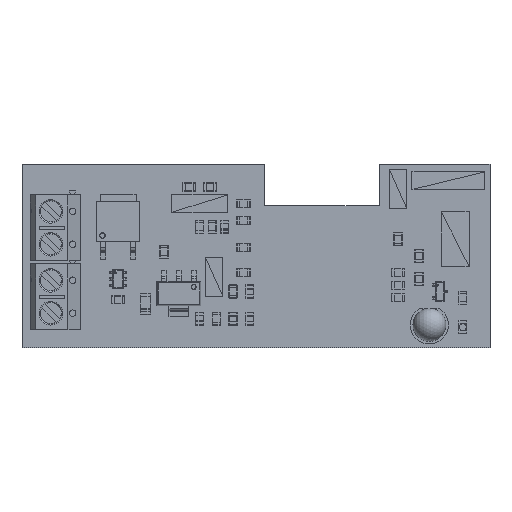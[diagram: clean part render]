
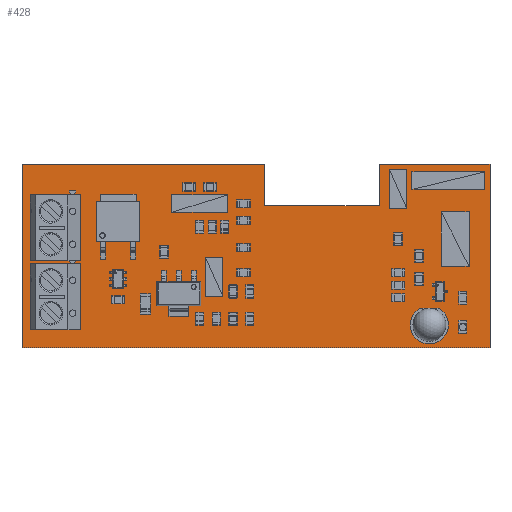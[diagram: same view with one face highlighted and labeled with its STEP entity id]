
A CAD part, top view. The second image highlights one B-rep face of the part: STEP entity #428.
In plain terms, the highlighted planar face has unit normal (0, 0, 1).
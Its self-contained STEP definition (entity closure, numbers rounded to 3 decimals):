
#185 = VERTEX_POINT('',#186);
#186 = CARTESIAN_POINT('',(0.,27.94,0.));
#203 = VERTEX_POINT('',#204);
#204 = CARTESIAN_POINT('',(36.83,27.94,0.));
#210 = EDGE_CURVE('',#185,#203,#211,.T.);
#211 = LINE('',#212,#213);
#212 = CARTESIAN_POINT('',(0.,27.94,0.));
#213 = VECTOR('',#214,1.);
#214 = DIRECTION('',(1.,0.,0.));
#234 = VERTEX_POINT('',#235);
#235 = CARTESIAN_POINT('',(36.83,21.59,0.));
#241 = EDGE_CURVE('',#203,#234,#242,.T.);
#242 = LINE('',#243,#244);
#243 = CARTESIAN_POINT('',(36.83,27.94,0.));
#244 = VECTOR('',#245,1.);
#245 = DIRECTION('',(0.,-1.,0.));
#265 = VERTEX_POINT('',#266);
#266 = CARTESIAN_POINT('',(54.293,21.59,0.));
#272 = EDGE_CURVE('',#234,#265,#273,.T.);
#273 = LINE('',#274,#275);
#274 = CARTESIAN_POINT('',(36.83,21.59,0.));
#275 = VECTOR('',#276,1.);
#276 = DIRECTION('',(1.,0.,0.));
#296 = VERTEX_POINT('',#297);
#297 = CARTESIAN_POINT('',(54.293,27.94,0.));
#303 = EDGE_CURVE('',#265,#296,#304,.T.);
#304 = LINE('',#305,#306);
#305 = CARTESIAN_POINT('',(54.293,21.59,0.));
#306 = VECTOR('',#307,1.);
#307 = DIRECTION('',(0.,1.,0.));
#327 = VERTEX_POINT('',#328);
#328 = CARTESIAN_POINT('',(71.12,27.94,0.));
#334 = EDGE_CURVE('',#296,#327,#335,.T.);
#335 = LINE('',#336,#337);
#336 = CARTESIAN_POINT('',(54.293,27.94,0.));
#337 = VECTOR('',#338,1.);
#338 = DIRECTION('',(1.,0.,0.));
#358 = VERTEX_POINT('',#359);
#359 = CARTESIAN_POINT('',(71.12,0.,0.));
#365 = EDGE_CURVE('',#327,#358,#366,.T.);
#366 = LINE('',#367,#368);
#367 = CARTESIAN_POINT('',(71.12,27.94,0.));
#368 = VECTOR('',#369,1.);
#369 = DIRECTION('',(0.,-1.,0.));
#389 = VERTEX_POINT('',#390);
#390 = CARTESIAN_POINT('',(0.,0.,0.));
#396 = EDGE_CURVE('',#358,#389,#397,.T.);
#397 = LINE('',#398,#399);
#398 = CARTESIAN_POINT('',(71.12,0.,0.));
#399 = VECTOR('',#400,1.);
#400 = DIRECTION('',(-1.,0.,0.));
#418 = EDGE_CURVE('',#389,#185,#419,.T.);
#419 = LINE('',#420,#421);
#420 = CARTESIAN_POINT('',(0.,0.,0.));
#421 = VECTOR('',#422,1.);
#422 = DIRECTION('',(0.,1.,0.));
#428 = ADVANCED_FACE('',(#429),#439,.T.);
#429 = FACE_BOUND('',#430,.F.);
#430 = EDGE_LOOP('',(#431,#432,#433,#434,#435,#436,#437,#438));
#431 = ORIENTED_EDGE('',*,*,#210,.T.);
#432 = ORIENTED_EDGE('',*,*,#241,.T.);
#433 = ORIENTED_EDGE('',*,*,#272,.T.);
#434 = ORIENTED_EDGE('',*,*,#303,.T.);
#435 = ORIENTED_EDGE('',*,*,#334,.T.);
#436 = ORIENTED_EDGE('',*,*,#365,.T.);
#437 = ORIENTED_EDGE('',*,*,#396,.T.);
#438 = ORIENTED_EDGE('',*,*,#418,.T.);
#439 = PLANE('',#440);
#440 = AXIS2_PLACEMENT_3D('',#441,#442,#443);
#441 = CARTESIAN_POINT('',(0.,27.94,0.));
#442 = DIRECTION('',(0.,0.,1.));
#443 = DIRECTION('',(1.,0.,0.));
